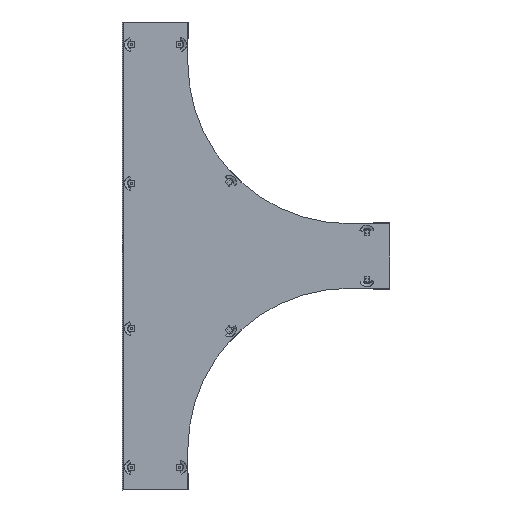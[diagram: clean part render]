
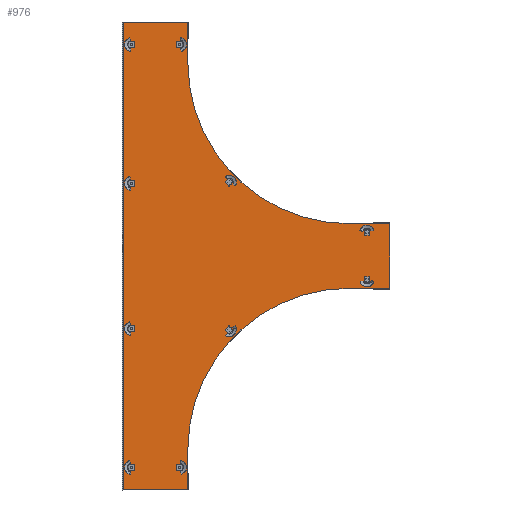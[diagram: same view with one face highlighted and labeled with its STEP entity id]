
A CAD part, front view. The second image highlights one B-rep face of the part: STEP entity #976.
In plain terms, the highlighted planar face has unit normal (0, -1, 0).
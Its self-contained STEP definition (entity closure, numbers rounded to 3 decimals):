
#57 = DIRECTION ( 'NONE',  ( -1., 0., 0. ) ) ;
#59 = CIRCLE ( 'NONE', #4214, 500. ) ;
#75 = CARTESIAN_POINT ( 'NONE',  ( 700., -1.5, -100. ) ) ;
#89 = VERTEX_POINT ( 'NONE', #1455 ) ;
#134 = EDGE_CURVE ( 'NONE', #6713, #5614, #3843, .T. ) ;
#201 = ORIENTED_EDGE ( 'NONE', *, *, #4448, .T. ) ;
#209 = CARTESIAN_POINT ( 'NONE',  ( 200., -1.5, -600. ) ) ;
#283 = DIRECTION ( 'NONE',  ( -0.707, 0., -0.707 ) ) ;
#336 = LINE ( 'NONE', #3151, #6494 ) ;
#383 = CARTESIAN_POINT ( 'NONE',  ( 700., -1.5, 100. ) ) ;
#419 = DIRECTION ( 'NONE',  ( 1., 0., 0. ) ) ;
#449 = DIRECTION ( 'NONE',  ( -1., 0., 0. ) ) ;
#520 = ORIENTED_EDGE ( 'NONE', *, *, #5098, .F. ) ;
#528 = VECTOR ( 'NONE', #7388, 1000. ) ;
#606 = VERTEX_POINT ( 'NONE', #6324 ) ;
#633 = VECTOR ( 'NONE', #283, 1000. ) ;
#680 = VERTEX_POINT ( 'NONE', #732 ) ;
#706 = EDGE_CURVE ( 'NONE', #6278, #6257, #6976, .T. ) ;
#732 = CARTESIAN_POINT ( 'NONE',  ( 825., -1.5, 100. ) ) ;
#858 = DIRECTION ( 'NONE',  ( 0., 0., 1. ) ) ;
#859 = LINE ( 'NONE', #383, #4437 ) ;
#935 = LINE ( 'NONE', #5647, #1289 ) ;
#976 = ADVANCED_FACE ( 'NONE', ( #2793 ), #1581, .F. ) ;
#1027 = EDGE_CURVE ( 'NONE', #2716, #5044, #5467, .T. ) ;
#1031 = CARTESIAN_POINT ( 'NONE',  ( 700., -1.5, -600. ) ) ;
#1064 = DIRECTION ( 'NONE',  ( -0.707, 0., 0.707 ) ) ;
#1102 = DIRECTION ( 'NONE',  ( 0., 0., -1. ) ) ;
#1142 = CARTESIAN_POINT ( 'NONE',  ( 200., -1.5, -675. ) ) ;
#1151 = VERTEX_POINT ( 'NONE', #2975 ) ;
#1266 = DIRECTION ( 'NONE',  ( -1., 0., 0. ) ) ;
#1289 = VECTOR ( 'NONE', #3379, 1000. ) ;
#1441 = EDGE_CURVE ( 'NONE', #606, #6257, #6883, .T. ) ;
#1455 = CARTESIAN_POINT ( 'NONE',  ( 700., -1.5, -100. ) ) ;
#1535 = VECTOR ( 'NONE', #6175, 1000. ) ;
#1566 = VECTOR ( 'NONE', #57, 1000. ) ;
#1581 = PLANE ( 'NONE',  #5837 ) ;
#1804 = ORIENTED_EDGE ( 'NONE', *, *, #5113, .T. ) ;
#1861 = AXIS2_PLACEMENT_3D ( 'NONE', #1031, #2192, #4469 ) ;
#1959 = CARTESIAN_POINT ( 'NONE',  ( 329.211, -1.5, 264.566 ) ) ;
#1980 = VERTEX_POINT ( 'NONE', #5175 ) ;
#2018 = VERTEX_POINT ( 'NONE', #6971 ) ;
#2082 = EDGE_CURVE ( 'NONE', #1980, #6729, #3510, .T. ) ;
#2093 = CARTESIAN_POINT ( 'NONE',  ( 775., -1.5, -100. ) ) ;
#2096 = CARTESIAN_POINT ( 'NONE',  ( 775., -1.5, 100. ) ) ;
#2117 = CARTESIAN_POINT ( 'NONE',  ( 946.889, -1.5, 353.111 ) ) ;
#2192 = DIRECTION ( 'NONE',  ( 0., -1., 0. ) ) ;
#2239 = ORIENTED_EDGE ( 'NONE', *, *, #706, .T. ) ;
#2262 = CARTESIAN_POINT ( 'NONE',  ( 200., -1.5, -725. ) ) ;
#2365 = EDGE_CURVE ( 'NONE', #6729, #89, #4440, .T. ) ;
#2448 = EDGE_CURVE ( 'NONE', #5614, #1151, #935, .T. ) ;
#2493 = ORIENTED_EDGE ( 'NONE', *, *, #2082, .F. ) ;
#2496 = DIRECTION ( 'NONE',  ( 0., -1., 0. ) ) ;
#2716 = VERTEX_POINT ( 'NONE', #3573 ) ;
#2746 = ORIENTED_EDGE ( 'NONE', *, *, #6149, .F. ) ;
#2793 = FACE_OUTER_BOUND ( 'NONE', #4583, .T. ) ;
#2804 = VECTOR ( 'NONE', #1064, 1000. ) ;
#2833 = DIRECTION ( 'NONE',  ( 0., 0., 1. ) ) ;
#2926 = VECTOR ( 'NONE', #1102, 1000. ) ;
#2966 = CARTESIAN_POINT ( 'NONE',  ( 775., -1.5, 100. ) ) ;
#2975 = CARTESIAN_POINT ( 'NONE',  ( 200., -1.5, 600. ) ) ;
#3067 = DIRECTION ( 'NONE',  ( 0., 0., 1. ) ) ;
#3094 = EDGE_CURVE ( 'NONE', #5968, #3469, #3759, .T. ) ;
#3112 = DIRECTION ( 'NONE',  ( 0., 0., -1. ) ) ;
#3151 = CARTESIAN_POINT ( 'NONE',  ( 825., -1.5, 113.5 ) ) ;
#3167 = LINE ( 'NONE', #2117, #633 ) ;
#3316 = VECTOR ( 'NONE', #449, 1000. ) ;
#3379 = DIRECTION ( 'NONE',  ( 0., 0., -1. ) ) ;
#3393 = CARTESIAN_POINT ( 'NONE',  ( 0., -1.5, 725. ) ) ;
#3433 = DIRECTION ( 'NONE',  ( 0., -1., 0. ) ) ;
#3469 = VERTEX_POINT ( 'NONE', #209 ) ;
#3510 = LINE ( 'NONE', #75, #4946 ) ;
#3522 = CARTESIAN_POINT ( 'NONE',  ( 200., -1.5, 725. ) ) ;
#3545 = CARTESIAN_POINT ( 'NONE',  ( 700., -1.5, -600. ) ) ;
#3573 = CARTESIAN_POINT ( 'NONE',  ( 364.566, -1.5, 229.211 ) ) ;
#3685 = VERTEX_POINT ( 'NONE', #1142 ) ;
#3759 = CIRCLE ( 'NONE', #1861, 500. ) ;
#3816 = VERTEX_POINT ( 'NONE', #2096 ) ;
#3817 = CARTESIAN_POINT ( 'NONE',  ( 775., -1.5, -100. ) ) ;
#3822 = CARTESIAN_POINT ( 'NONE',  ( 200., -1.5, 725. ) ) ;
#3825 = ORIENTED_EDGE ( 'NONE', *, *, #1441, .F. ) ;
#3843 = LINE ( 'NONE', #7239, #1535 ) ;
#3855 = ORIENTED_EDGE ( 'NONE', *, *, #5182, .F. ) ;
#3861 = VECTOR ( 'NONE', #3067, 1000. ) ;
#3905 = LINE ( 'NONE', #7302, #2804 ) ;
#3914 = DIRECTION ( 'NONE',  ( 0., 1., 0. ) ) ;
#4066 = DIRECTION ( 'NONE',  ( 0., 0., 1. ) ) ;
#4073 = LINE ( 'NONE', #5244, #3861 ) ;
#4214 = AXIS2_PLACEMENT_3D ( 'NONE', #4269, #6574, #858 ) ;
#4269 = CARTESIAN_POINT ( 'NONE',  ( 700., -1.5, 600. ) ) ;
#4328 = CARTESIAN_POINT ( 'NONE',  ( 200., -1.5, 675. ) ) ;
#4437 = VECTOR ( 'NONE', #5550, 1000. ) ;
#4440 = LINE ( 'NONE', #2093, #3316 ) ;
#4448 = EDGE_CURVE ( 'NONE', #606, #3685, #4073, .T. ) ;
#4469 = DIRECTION ( 'NONE',  ( 0., 0., 1. ) ) ;
#4580 = CIRCLE ( 'NONE', #7228, 500. ) ;
#4582 = EDGE_CURVE ( 'NONE', #680, #3816, #859, .T. ) ;
#4583 = EDGE_LOOP ( 'NONE', ( #3825, #201, #3855, #5753, #5591, #4629, #7232, #2493, #6162, #6697, #520, #6580, #1804, #2746, #6438, #6037, #5381, #2239 ) ) ;
#4629 = ORIENTED_EDGE ( 'NONE', *, *, #5876, .F. ) ;
#4946 = VECTOR ( 'NONE', #1266, 1000. ) ;
#4962 = VERTEX_POINT ( 'NONE', #1959 ) ;
#5044 = VERTEX_POINT ( 'NONE', #6372 ) ;
#5072 = LINE ( 'NONE', #3822, #6015 ) ;
#5098 = EDGE_CURVE ( 'NONE', #5044, #3816, #6191, .T. ) ;
#5111 = EDGE_CURVE ( 'NONE', #6278, #6713, #5072, .T. ) ;
#5113 = EDGE_CURVE ( 'NONE', #2716, #4962, #3905, .T. ) ;
#5175 = CARTESIAN_POINT ( 'NONE',  ( 825., -1.5, -100. ) ) ;
#5182 = EDGE_CURVE ( 'NONE', #3469, #3685, #6812, .T. ) ;
#5244 = CARTESIAN_POINT ( 'NONE',  ( 200., -1.5, 600. ) ) ;
#5381 = ORIENTED_EDGE ( 'NONE', *, *, #5111, .F. ) ;
#5467 = CIRCLE ( 'NONE', #6446, 500. ) ;
#5550 = DIRECTION ( 'NONE',  ( -1., 0., 0. ) ) ;
#5591 = ORIENTED_EDGE ( 'NONE', *, *, #5731, .F. ) ;
#5614 = VERTEX_POINT ( 'NONE', #4328 ) ;
#5647 = CARTESIAN_POINT ( 'NONE',  ( 200., -1.5, 675. ) ) ;
#5731 = EDGE_CURVE ( 'NONE', #2018, #5968, #3167, .T. ) ;
#5753 = ORIENTED_EDGE ( 'NONE', *, *, #3094, .F. ) ;
#5828 = CARTESIAN_POINT ( 'NONE',  ( 0., -1.5, 600. ) ) ;
#5837 = AXIS2_PLACEMENT_3D ( 'NONE', #6777, #3914, #2833 ) ;
#5876 = EDGE_CURVE ( 'NONE', #89, #2018, #4580, .T. ) ;
#5968 = VERTEX_POINT ( 'NONE', #7266 ) ;
#6015 = VECTOR ( 'NONE', #419, 1000. ) ;
#6037 = ORIENTED_EDGE ( 'NONE', *, *, #134, .F. ) ;
#6109 = CARTESIAN_POINT ( 'NONE',  ( 200., -1.5, -675. ) ) ;
#6149 = EDGE_CURVE ( 'NONE', #1151, #4962, #59, .T. ) ;
#6162 = ORIENTED_EDGE ( 'NONE', *, *, #6568, .F. ) ;
#6175 = DIRECTION ( 'NONE',  ( 0., 0., -1. ) ) ;
#6191 = LINE ( 'NONE', #2966, #528 ) ;
#6195 = VECTOR ( 'NONE', #7056, 1000. ) ;
#6257 = VERTEX_POINT ( 'NONE', #6893 ) ;
#6278 = VERTEX_POINT ( 'NONE', #3393 ) ;
#6324 = CARTESIAN_POINT ( 'NONE',  ( 200., -1.5, -725. ) ) ;
#6372 = CARTESIAN_POINT ( 'NONE',  ( 700., -1.5, 100. ) ) ;
#6438 = ORIENTED_EDGE ( 'NONE', *, *, #2448, .F. ) ;
#6446 = AXIS2_PLACEMENT_3D ( 'NONE', #7395, #3433, #6818 ) ;
#6494 = VECTOR ( 'NONE', #3112, 1000. ) ;
#6568 = EDGE_CURVE ( 'NONE', #680, #1980, #336, .T. ) ;
#6574 = DIRECTION ( 'NONE',  ( 0., -1., 0. ) ) ;
#6580 = ORIENTED_EDGE ( 'NONE', *, *, #1027, .F. ) ;
#6697 = ORIENTED_EDGE ( 'NONE', *, *, #4582, .T. ) ;
#6713 = VERTEX_POINT ( 'NONE', #3522 ) ;
#6729 = VERTEX_POINT ( 'NONE', #3817 ) ;
#6777 = CARTESIAN_POINT ( 'NONE',  ( 700., -1.5, 600. ) ) ;
#6812 = LINE ( 'NONE', #6109, #2926 ) ;
#6818 = DIRECTION ( 'NONE',  ( 0., 0., 1. ) ) ;
#6883 = LINE ( 'NONE', #2262, #1566 ) ;
#6893 = CARTESIAN_POINT ( 'NONE',  ( 0., -1.5, -725. ) ) ;
#6971 = CARTESIAN_POINT ( 'NONE',  ( 364.566, -1.5, -229.211 ) ) ;
#6976 = LINE ( 'NONE', #5828, #6195 ) ;
#7056 = DIRECTION ( 'NONE',  ( 0., 0., -1. ) ) ;
#7228 = AXIS2_PLACEMENT_3D ( 'NONE', #3545, #2496, #4066 ) ;
#7232 = ORIENTED_EDGE ( 'NONE', *, *, #2365, .F. ) ;
#7239 = CARTESIAN_POINT ( 'NONE',  ( 200., -1.5, 600. ) ) ;
#7266 = CARTESIAN_POINT ( 'NONE',  ( 329.211, -1.5, -264.566 ) ) ;
#7302 = CARTESIAN_POINT ( 'NONE',  ( 346.889, -1.5, 246.889 ) ) ;
#7388 = DIRECTION ( 'NONE',  ( 1., 0., 0. ) ) ;
#7395 = CARTESIAN_POINT ( 'NONE',  ( 700., -1.5, 600. ) ) ;
